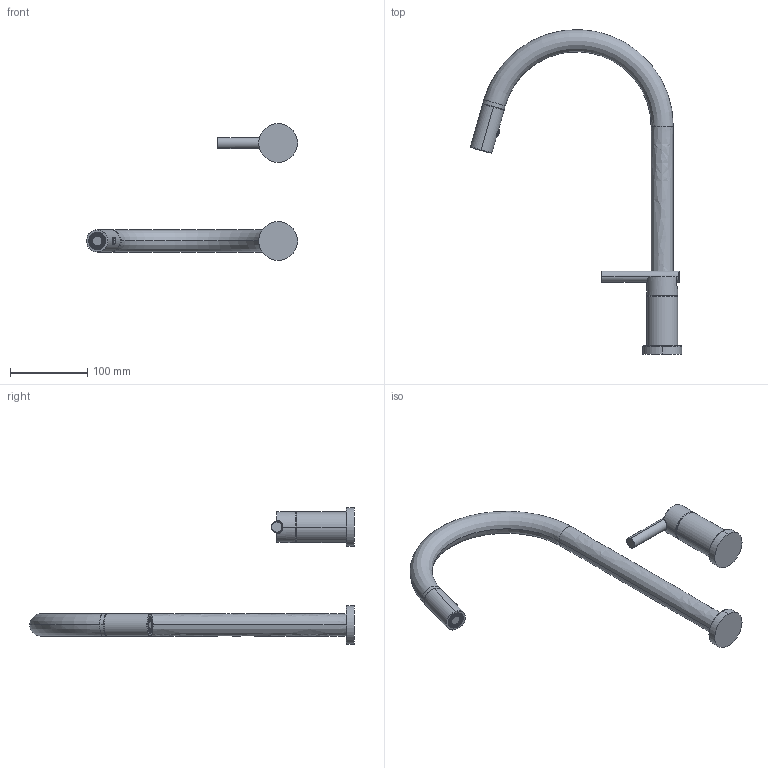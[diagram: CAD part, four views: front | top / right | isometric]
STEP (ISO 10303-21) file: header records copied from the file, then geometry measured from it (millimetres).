
FILE_DESCRIPTION((''),'2;1');
FILE_NAME('12672','2021-04-07T15:07:27',('jinson.thomas'),(''),'CREO PARAMETRIC BY PTC INC, 2018400','CREO PARAMETRIC BY PTC INC, 2018400','');
FILE_SCHEMA(('CONFIG_CONTROL_DESIGN'));
Length unit declared in the file: inch
Products named in the file (1): 12672
Bounding box: 273.89 x 421.46 x 177.29 mm (x, y, z)
Volume: 604534.9 mm3; surface area: 91120.1 mm2
Topology: 2 solids, 3 shells, 279 faces, 692 edges, 429 vertices
Faces by surface type: plane 122, cylinder 87, torus 22, cone 22, bspline 20, sphere 6
Entity records: 10341 total; most frequent: CARTESIAN_POINT 3959, ORIENTED_EDGE 1380, DIRECTION 1274, EDGE_CURVE 690, AXIS2_PLACEMENT_3D 533, VERTEX_POINT 429, EDGE_LOOP 291, FACE_OUTER_BOUND 279
